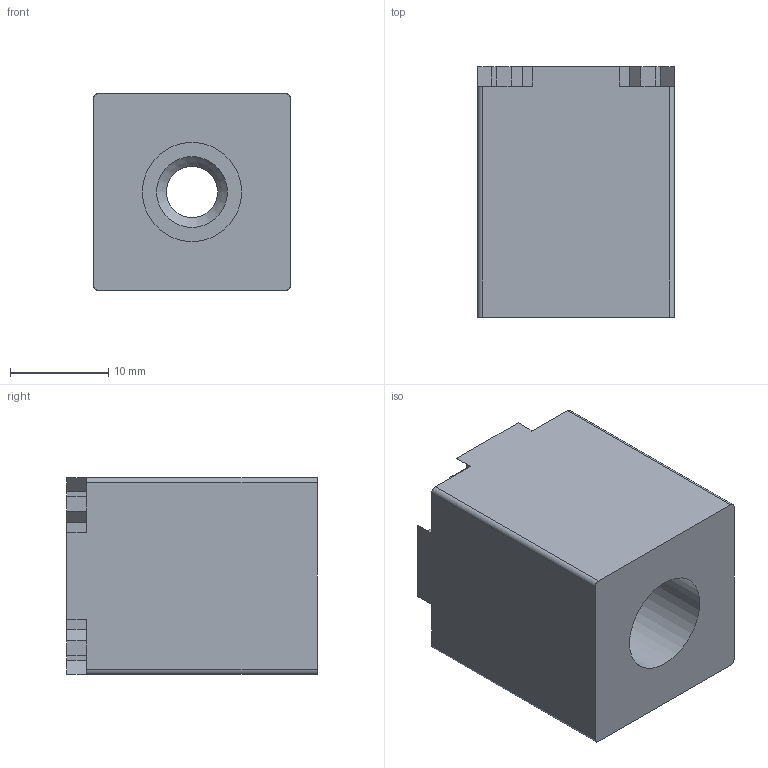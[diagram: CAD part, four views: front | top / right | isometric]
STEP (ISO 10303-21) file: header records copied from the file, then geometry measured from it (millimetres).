
FILE_DESCRIPTION(/* description */ (''),/* implementation_level */ '2;1');
FILE_NAME(/* name */ 'Base.step',/* time_stamp */ '2022-08-10T18:13:46-05:00',/* author */ (''),/* organization */ (''),/* preprocessor_version */ 'ST-DEVELOPER v19',/* originating_system */ 'Autodesk Translation Framework v11.7.0.108',/* authorisation */ '');
FILE_SCHEMA (('AUTOMOTIVE_DESIGN { 1 0 10303 214 3 1 1 }'));
Length unit declared in the file: millimetre
Products named in the file (2): Base (2020); Base
Assembly tree (1 placements, depth 2):
  Base (2020)
    Base
Bounding box: 20 x 25.5 x 20 mm (x, y, z)
Volume: 8146.5 mm3; surface area: 3569.1 mm2
Topology: 1 solids, 1 shells, 62 faces, 176 edges, 117 vertices
Faces by surface type: plane 55, cylinder 6, cone 1
Full cylindrical faces by diameter (mm): 5.2 x1, 10.1 x1
Entity records: 2042 total; most frequent: CARTESIAN_POINT 358, ORIENTED_EDGE 352, DIRECTION 319, EDGE_CURVE 176, LINE 163, VECTOR 163, VERTEX_POINT 117, AXIS2_PLACEMENT_3D 78
